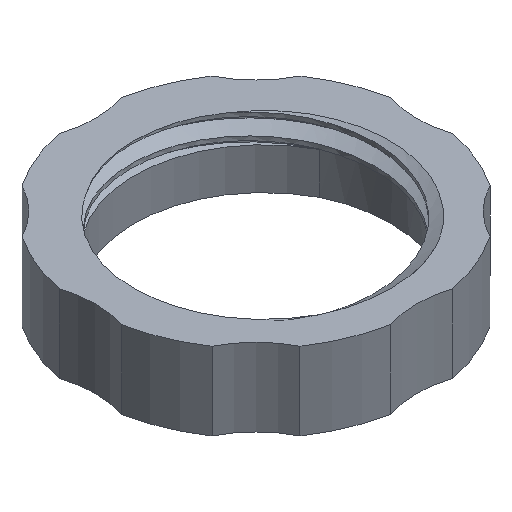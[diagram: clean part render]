
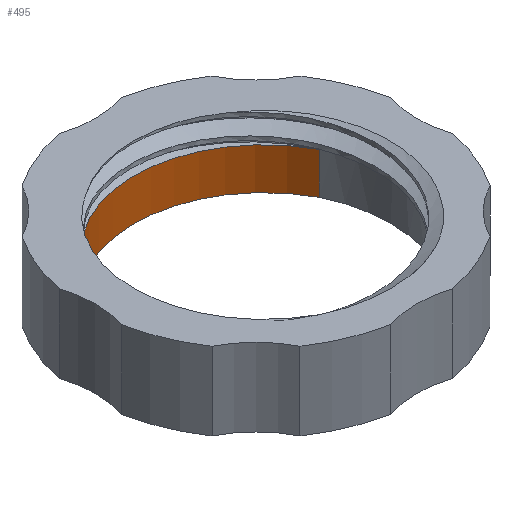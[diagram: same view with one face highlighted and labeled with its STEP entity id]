
A CAD part, isometric view. The second image highlights one B-rep face of the part: STEP entity #495.
In plain terms, the highlighted free-form (B-spline) face has degree [3, 1] with [13, 2] control points.
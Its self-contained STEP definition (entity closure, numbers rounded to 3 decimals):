
#19=B_SPLINE_SURFACE_WITH_KNOTS('',3,1,((#883,#884),(#885,#886),(#887,#888),
(#889,#890),(#891,#892),(#893,#894),(#895,#896),(#897,#898),(#899,#900),
(#901,#902),(#903,#904),(#905,#906),(#907,#908)),.UNSPECIFIED.,.F.,.F.,
 .F.,(4,3,3,3,4),(2,2),(0.,1.179,2.559,3.979,
4.944),(0.,0.8),.UNSPECIFIED.);
#27=FACE_OUTER_BOUND('',#55,.T.);
#55=EDGE_LOOP('',(#331,#332,#333,#334));
#125=B_SPLINE_CURVE_WITH_KNOTS('',3,(#909,#910,#911,#912,#913,#914,#915,
#916,#917,#918,#919,#920,#921),.UNSPECIFIED.,.F.,.F.,(4,3,3,3,4),(0.,1.179,
2.559,3.979,4.944),.UNSPECIFIED.);
#126=B_SPLINE_CURVE_WITH_KNOTS('',3,(#922,#923,#924,#925,#926,#927,#928,
#929,#930,#931,#932,#933,#934),.UNSPECIFIED.,.F.,.F.,(4,3,3,3,4),(0.,1.179,
2.559,3.979,4.944),.UNSPECIFIED.);
#137=LINE('',#804,#161);
#140=LINE('',#844,#164);
#161=VECTOR('',#604,10.);
#164=VECTOR('',#613,10.);
#189=VERTEX_POINT('',#783);
#190=VERTEX_POINT('',#803);
#195=VERTEX_POINT('',#841);
#196=VERTEX_POINT('',#843);
#241=EDGE_CURVE('',#189,#190,#137,.T.);
#247=EDGE_CURVE('',#196,#195,#140,.T.);
#253=EDGE_CURVE('',#189,#196,#125,.T.);
#254=EDGE_CURVE('',#190,#195,#126,.T.);
#331=ORIENTED_EDGE('',*,*,#253,.T.);
#332=ORIENTED_EDGE('',*,*,#247,.T.);
#333=ORIENTED_EDGE('',*,*,#254,.F.);
#334=ORIENTED_EDGE('',*,*,#241,.F.);
#495=ADVANCED_FACE('',(#27),#19,.T.);
#604=DIRECTION('',(0.,0.,-1.));
#613=DIRECTION('',(0.,0.,-1.));
#783=CARTESIAN_POINT('',(23.419,11.223,-31.5));
#803=CARTESIAN_POINT('',(23.419,11.223,-39.5));
#804=CARTESIAN_POINT('',(23.419,11.223,-31.5));
#841=CARTESIAN_POINT('',(-19.198,13.689,-39.5));
#843=CARTESIAN_POINT('',(-19.198,13.689,-31.5));
#844=CARTESIAN_POINT('',(-19.198,13.689,-31.5));
#883=CARTESIAN_POINT('Ctrl Pts',(23.419,11.223,-31.5));
#884=CARTESIAN_POINT('Ctrl Pts',(23.419,11.223,-39.5));
#885=CARTESIAN_POINT('Ctrl Pts',(21.482,14.844,-31.5));
#886=CARTESIAN_POINT('Ctrl Pts',(21.482,14.844,-39.5));
#887=CARTESIAN_POINT('Ctrl Pts',(18.684,17.978,-31.5));
#888=CARTESIAN_POINT('Ctrl Pts',(18.684,17.978,-39.5));
#889=CARTESIAN_POINT('Ctrl Pts',(15.309,20.292,-31.5));
#890=CARTESIAN_POINT('Ctrl Pts',(15.309,20.292,-39.5));
#891=CARTESIAN_POINT('Ctrl Pts',(11.361,22.999,-31.5));
#892=CARTESIAN_POINT('Ctrl Pts',(11.361,22.999,-39.5));
#893=CARTESIAN_POINT('Ctrl Pts',(6.631,24.556,-31.5));
#894=CARTESIAN_POINT('Ctrl Pts',(6.631,24.556,-39.5));
#895=CARTESIAN_POINT('Ctrl Pts',(1.852,24.691,-31.5));
#896=CARTESIAN_POINT('Ctrl Pts',(1.852,24.691,-39.5));
#897=CARTESIAN_POINT('Ctrl Pts',(-3.067,24.831,-31.5));
#898=CARTESIAN_POINT('Ctrl Pts',(-3.067,24.831,-39.5));
#899=CARTESIAN_POINT('Ctrl Pts',(-8.033,23.456,-31.5));
#900=CARTESIAN_POINT('Ctrl Pts',(-8.033,23.456,-39.5));
#901=CARTESIAN_POINT('Ctrl Pts',(-12.161,20.765,-31.5));
#902=CARTESIAN_POINT('Ctrl Pts',(-12.161,20.765,-39.5));
#903=CARTESIAN_POINT('Ctrl Pts',(-14.968,18.936,-31.5));
#904=CARTESIAN_POINT('Ctrl Pts',(-14.968,18.936,-39.5));
#905=CARTESIAN_POINT('Ctrl Pts',(-17.385,16.513,-31.5));
#906=CARTESIAN_POINT('Ctrl Pts',(-17.385,16.513,-39.5));
#907=CARTESIAN_POINT('Ctrl Pts',(-19.198,13.689,-31.5));
#908=CARTESIAN_POINT('Ctrl Pts',(-19.198,13.689,-39.5));
#909=CARTESIAN_POINT('Ctrl Pts',(23.419,11.223,-31.5));
#910=CARTESIAN_POINT('Ctrl Pts',(21.482,14.844,-31.5));
#911=CARTESIAN_POINT('Ctrl Pts',(18.684,17.978,-31.5));
#912=CARTESIAN_POINT('Ctrl Pts',(15.309,20.292,-31.5));
#913=CARTESIAN_POINT('Ctrl Pts',(11.361,22.999,-31.5));
#914=CARTESIAN_POINT('Ctrl Pts',(6.631,24.556,-31.5));
#915=CARTESIAN_POINT('Ctrl Pts',(1.852,24.691,-31.5));
#916=CARTESIAN_POINT('Ctrl Pts',(-3.067,24.831,-31.5));
#917=CARTESIAN_POINT('Ctrl Pts',(-8.033,23.456,-31.5));
#918=CARTESIAN_POINT('Ctrl Pts',(-12.161,20.765,-31.5));
#919=CARTESIAN_POINT('Ctrl Pts',(-14.968,18.936,-31.5));
#920=CARTESIAN_POINT('Ctrl Pts',(-17.385,16.513,-31.5));
#921=CARTESIAN_POINT('Ctrl Pts',(-19.198,13.689,-31.5));
#922=CARTESIAN_POINT('Ctrl Pts',(23.419,11.223,-39.5));
#923=CARTESIAN_POINT('Ctrl Pts',(21.482,14.844,-39.5));
#924=CARTESIAN_POINT('Ctrl Pts',(18.684,17.978,-39.5));
#925=CARTESIAN_POINT('Ctrl Pts',(15.309,20.292,-39.5));
#926=CARTESIAN_POINT('Ctrl Pts',(11.361,22.999,-39.5));
#927=CARTESIAN_POINT('Ctrl Pts',(6.631,24.556,-39.5));
#928=CARTESIAN_POINT('Ctrl Pts',(1.852,24.691,-39.5));
#929=CARTESIAN_POINT('Ctrl Pts',(-3.067,24.831,-39.5));
#930=CARTESIAN_POINT('Ctrl Pts',(-8.033,23.456,-39.5));
#931=CARTESIAN_POINT('Ctrl Pts',(-12.161,20.765,-39.5));
#932=CARTESIAN_POINT('Ctrl Pts',(-14.968,18.936,-39.5));
#933=CARTESIAN_POINT('Ctrl Pts',(-17.385,16.513,-39.5));
#934=CARTESIAN_POINT('Ctrl Pts',(-19.198,13.689,-39.5));
